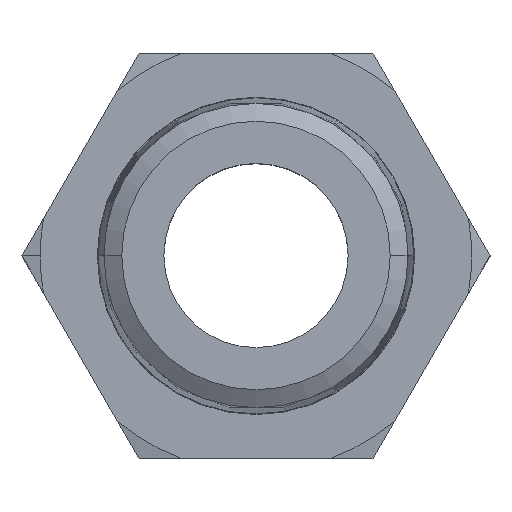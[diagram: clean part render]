
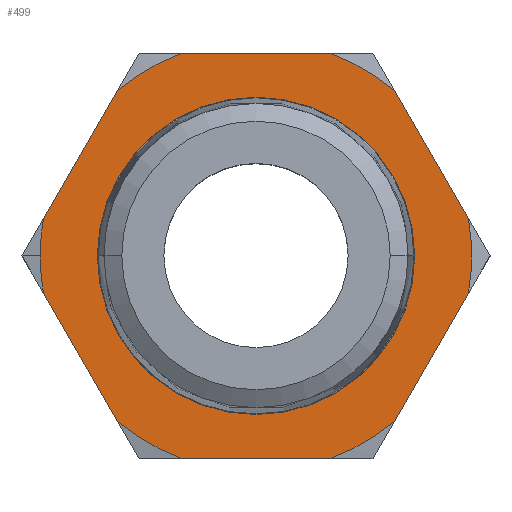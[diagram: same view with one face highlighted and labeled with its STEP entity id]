
A CAD part, top view. The second image highlights one B-rep face of the part: STEP entity #499.
In plain terms, the highlighted planar face has unit normal (0, 0, 1).
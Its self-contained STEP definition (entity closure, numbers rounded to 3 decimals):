
#220 = VERTEX_POINT ( 'NONE', #998 ) ;
#245 = EDGE_CURVE ( 'NONE', #246, #247, #983, .T. ) ;
#246 = VERTEX_POINT ( 'NONE', #942 ) ;
#247 = VERTEX_POINT ( 'NONE', #941 ) ;
#254 = EDGE_CURVE ( 'NONE', #260, #439, #1029, .T. ) ;
#260 = VERTEX_POINT ( 'NONE', #1024 ) ;
#317 = EDGE_CURVE ( 'NONE', #220, #318, #1057, .T. ) ;
#318 = VERTEX_POINT ( 'NONE', #1052 ) ;
#359 = EDGE_CURVE ( 'NONE', #423, #432, #1268, .T. ) ;
#374 = EDGE_CURVE ( 'NONE', #438, #247, #1227, .T. ) ;
#396 = VERTEX_POINT ( 'NONE', #1289 ) ;
#423 = VERTEX_POINT ( 'NONE', #1353 ) ;
#427 = EDGE_CURVE ( 'NONE', #318, #220, #1344, .T. ) ;
#432 = VERTEX_POINT ( 'NONE', #1340 ) ;
#438 = VERTEX_POINT ( 'NONE', #1365 ) ;
#439 = VERTEX_POINT ( 'NONE', #1412 ) ;
#451 = ORIENTED_EDGE ( 'NONE', *, *, #478, .F. ) ;
#453 = ORIENTED_EDGE ( 'NONE', *, *, #469, .T. ) ;
#456 = ORIENTED_EDGE ( 'NONE', *, *, #374, .F. ) ;
#457 = ORIENTED_EDGE ( 'NONE', *, *, #458, .T. ) ;
#458 = EDGE_CURVE ( 'NONE', #438, #439, #1397, .T. ) ;
#467 = EDGE_LOOP ( 'NONE', ( #510, #451, #512, #502, #456, #457, #471, #453, #470, #518, #527, #523, #524 ) ) ;
#468 = EDGE_CURVE ( 'NONE', #703, #503, #1387, .T. ) ;
#469 = EDGE_CURVE ( 'NONE', #260, #432, #1383, .T. ) ;
#470 = ORIENTED_EDGE ( 'NONE', *, *, #359, .F. ) ;
#471 = ORIENTED_EDGE ( 'NONE', *, *, #254, .F. ) ;
#478 = EDGE_CURVE ( 'NONE', #396, #503, #1436, .T. ) ;
#493 = EDGE_CURVE ( 'NONE', #494, #495, #1473, .T. ) ;
#494 = VERTEX_POINT ( 'NONE', #1488 ) ;
#495 = VERTEX_POINT ( 'NONE', #1475 ) ;
#499 = ADVANCED_FACE ( 'NONE', ( #1507, #1506 ), #1505, .F. ) ;
#500 = ORIENTED_EDGE ( 'NONE', *, *, #427, .F. ) ;
#501 = EDGE_LOOP ( 'NONE', ( #500, #508 ) ) ;
#502 = ORIENTED_EDGE ( 'NONE', *, *, #245, .T. ) ;
#503 = VERTEX_POINT ( 'NONE', #1513 ) ;
#505 = EDGE_CURVE ( 'NONE', #396, #246, #1526, .T. ) ;
#508 = ORIENTED_EDGE ( 'NONE', *, *, #317, .F. ) ;
#510 = ORIENTED_EDGE ( 'NONE', *, *, #468, .T. ) ;
#512 = ORIENTED_EDGE ( 'NONE', *, *, #505, .T. ) ;
#518 = ORIENTED_EDGE ( 'NONE', *, *, #519, .T. ) ;
#519 = EDGE_CURVE ( 'NONE', #423, #495, #1509, .T. ) ;
#523 = ORIENTED_EDGE ( 'NONE', *, *, #529, .T. ) ;
#524 = ORIENTED_EDGE ( 'NONE', *, *, #749, .F. ) ;
#527 = ORIENTED_EDGE ( 'NONE', *, *, #493, .F. ) ;
#529 = EDGE_CURVE ( 'NONE', #494, #699, #1528, .T. ) ;
#699 = VERTEX_POINT ( 'NONE', #1706 ) ;
#703 = VERTEX_POINT ( 'NONE', #1696 ) ;
#749 = EDGE_CURVE ( 'NONE', #703, #699, #1678, .T. ) ;
#941 = CARTESIAN_POINT ( 'NONE',  ( -11.534, -2.022, 4.898 ) ) ;
#942 = CARTESIAN_POINT ( 'NONE',  ( -11.71, 0., 4.898 ) ) ;
#943 = DIRECTION ( 'NONE',  ( 1., 0., 0. ) ) ;
#944 = DIRECTION ( 'NONE',  ( 0., 0., 1. ) ) ;
#945 = CARTESIAN_POINT ( 'NONE',  ( 0., 0., 4.898 ) ) ;
#946 = AXIS2_PLACEMENT_3D ( 'NONE', #945, #944, #943 ) ;
#983 = CIRCLE ( 'NONE', #946, 11.71 ) ;
#998 = CARTESIAN_POINT ( 'NONE',  ( 8.61, 0., 4.898 ) ) ;
#1024 = CARTESIAN_POINT ( 'NONE',  ( 4.016, -11., 4.898 ) ) ;
#1026 = DIRECTION ( 'NONE',  ( -1., 0., 0. ) ) ;
#1027 = VECTOR ( 'NONE', #1026, 1000. ) ;
#1028 = CARTESIAN_POINT ( 'NONE',  ( 0., -11., 4.898 ) ) ;
#1029 = LINE ( 'NONE', #1028, #1027 ) ;
#1052 = CARTESIAN_POINT ( 'NONE',  ( -8.61, 0., 4.898 ) ) ;
#1053 = DIRECTION ( 'NONE',  ( 1., 0., 0. ) ) ;
#1054 = DIRECTION ( 'NONE',  ( 0., 0., 1. ) ) ;
#1055 = CARTESIAN_POINT ( 'NONE',  ( 0., 0., 4.898 ) ) ;
#1056 = AXIS2_PLACEMENT_3D ( 'NONE', #1055, #1054, #1053 ) ;
#1057 = CIRCLE ( 'NONE', #1056, 8.61 ) ;
#1208 = DIRECTION ( 'NONE',  ( -1., 0., 0. ) ) ;
#1209 = DIRECTION ( 'NONE',  ( 0., 0., -1. ) ) ;
#1227 = LINE ( 'NONE', #1253, #1252 ) ;
#1251 = DIRECTION ( 'NONE',  ( -0.5, 0.866, 0. ) ) ;
#1252 = VECTOR ( 'NONE', #1251, 1000. ) ;
#1253 = CARTESIAN_POINT ( 'NONE',  ( -15.026, 4.026, 4.898 ) ) ;
#1266 = VECTOR ( 'NONE', #1319, 1000. ) ;
#1267 = CARTESIAN_POINT ( 'NONE',  ( 15.026, 4.026, 4.898 ) ) ;
#1268 = LINE ( 'NONE', #1267, #1266 ) ;
#1289 = CARTESIAN_POINT ( 'NONE',  ( -11.534, 2.022, 4.898 ) ) ;
#1319 = DIRECTION ( 'NONE',  ( -0.5, -0.866, 0. ) ) ;
#1340 = CARTESIAN_POINT ( 'NONE',  ( 7.518, -8.978, 4.898 ) ) ;
#1341 = DIRECTION ( 'NONE',  ( 1., 0., 0. ) ) ;
#1342 = DIRECTION ( 'NONE',  ( 0., 0., 1. ) ) ;
#1343 = AXIS2_PLACEMENT_3D ( 'NONE', #1351, #1342, #1341 ) ;
#1344 = CIRCLE ( 'NONE', #1343, 8.61 ) ;
#1351 = CARTESIAN_POINT ( 'NONE',  ( 0., 0., 4.898 ) ) ;
#1353 = CARTESIAN_POINT ( 'NONE',  ( 11.534, -2.022, 4.898 ) ) ;
#1365 = CARTESIAN_POINT ( 'NONE',  ( -7.518, -8.978, 4.898 ) ) ;
#1379 = DIRECTION ( 'NONE',  ( 1., 0., 0. ) ) ;
#1380 = DIRECTION ( 'NONE',  ( 0., 0., 1. ) ) ;
#1381 = CARTESIAN_POINT ( 'NONE',  ( 0., 0., 4.898 ) ) ;
#1382 = AXIS2_PLACEMENT_3D ( 'NONE', #1381, #1380, #1379 ) ;
#1383 = CIRCLE ( 'NONE', #1382, 11.71 ) ;
#1384 = DIRECTION ( 'NONE',  ( 1., 0., 0. ) ) ;
#1385 = DIRECTION ( 'NONE',  ( 0., 0., 1. ) ) ;
#1386 = AXIS2_PLACEMENT_3D ( 'NONE', #1453, #1385, #1384 ) ;
#1387 = CIRCLE ( 'NONE', #1386, 11.71 ) ;
#1394 = DIRECTION ( 'NONE',  ( 1., 0., 0. ) ) ;
#1395 = DIRECTION ( 'NONE',  ( 0., 0., 1. ) ) ;
#1396 = AXIS2_PLACEMENT_3D ( 'NONE', #1406, #1395, #1394 ) ;
#1397 = CIRCLE ( 'NONE', #1396, 11.71 ) ;
#1406 = CARTESIAN_POINT ( 'NONE',  ( 0., 0., 4.898 ) ) ;
#1412 = CARTESIAN_POINT ( 'NONE',  ( -4.016, -11., 4.898 ) ) ;
#1433 = DIRECTION ( 'NONE',  ( 0.5, 0.866, 0. ) ) ;
#1434 = VECTOR ( 'NONE', #1433, 1000. ) ;
#1435 = CARTESIAN_POINT ( 'NONE',  ( -4.026, 15.026, 4.898 ) ) ;
#1436 = LINE ( 'NONE', #1435, #1434 ) ;
#1453 = CARTESIAN_POINT ( 'NONE',  ( 0., 0., 4.898 ) ) ;
#1472 = CARTESIAN_POINT ( 'NONE',  ( 4.026, 15.026, 4.898 ) ) ;
#1473 = LINE ( 'NONE', #1472, #1485 ) ;
#1475 = CARTESIAN_POINT ( 'NONE',  ( 11.534, 2.022, 4.898 ) ) ;
#1476 = DIRECTION ( 'NONE',  ( 0.5, -0.866, 0. ) ) ;
#1485 = VECTOR ( 'NONE', #1476, 1000. ) ;
#1488 = CARTESIAN_POINT ( 'NONE',  ( 7.518, 8.978, 4.898 ) ) ;
#1502 = CARTESIAN_POINT ( 'NONE',  ( 0., 12.702, 4.898 ) ) ;
#1503 = AXIS2_PLACEMENT_3D ( 'NONE', #1502, #1209, #1208 ) ;
#1505 = PLANE ( 'NONE',  #1503 ) ;
#1506 = FACE_OUTER_BOUND ( 'NONE', #467, .T. ) ;
#1507 = FACE_BOUND ( 'NONE', #501, .T. ) ;
#1508 = AXIS2_PLACEMENT_3D ( 'NONE', #1536, #1535, #1534 ) ;
#1509 = CIRCLE ( 'NONE', #1508, 11.71 ) ;
#1513 = CARTESIAN_POINT ( 'NONE',  ( -7.518, 8.978, 4.898 ) ) ;
#1522 = DIRECTION ( 'NONE',  ( 1., 0., 0. ) ) ;
#1523 = DIRECTION ( 'NONE',  ( 0., 0., 1. ) ) ;
#1524 = CARTESIAN_POINT ( 'NONE',  ( 0., 0., 4.898 ) ) ;
#1525 = AXIS2_PLACEMENT_3D ( 'NONE', #1524, #1523, #1522 ) ;
#1526 = CIRCLE ( 'NONE', #1525, 11.71 ) ;
#1528 = CIRCLE ( 'NONE', #1546, 11.71 ) ;
#1534 = DIRECTION ( 'NONE',  ( 1., 0., 0. ) ) ;
#1535 = DIRECTION ( 'NONE',  ( 0., 0., 1. ) ) ;
#1536 = CARTESIAN_POINT ( 'NONE',  ( 0., 0., 4.898 ) ) ;
#1543 = DIRECTION ( 'NONE',  ( 1., 0., 0. ) ) ;
#1544 = DIRECTION ( 'NONE',  ( 0., 0., 1. ) ) ;
#1545 = CARTESIAN_POINT ( 'NONE',  ( 0., 0., 4.898 ) ) ;
#1546 = AXIS2_PLACEMENT_3D ( 'NONE', #1545, #1544, #1543 ) ;
#1675 = DIRECTION ( 'NONE',  ( 1., 0., 0. ) ) ;
#1676 = VECTOR ( 'NONE', #1675, 1000. ) ;
#1677 = CARTESIAN_POINT ( 'NONE',  ( 0., 11., 4.898 ) ) ;
#1678 = LINE ( 'NONE', #1677, #1676 ) ;
#1696 = CARTESIAN_POINT ( 'NONE',  ( -4.016, 11., 4.898 ) ) ;
#1706 = CARTESIAN_POINT ( 'NONE',  ( 4.016, 11., 4.898 ) ) ;
